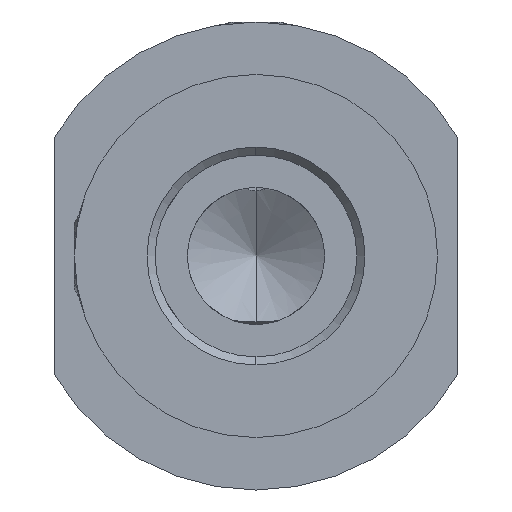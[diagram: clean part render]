
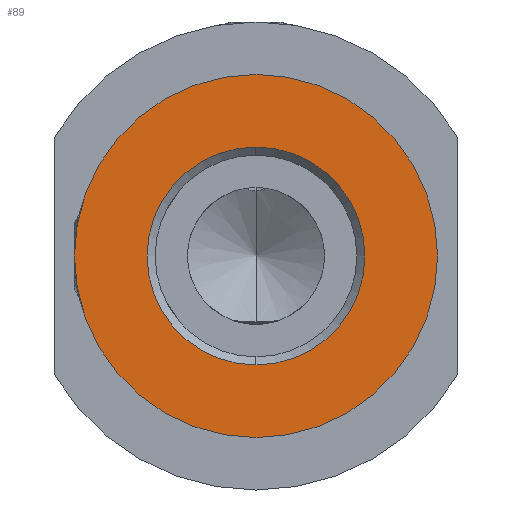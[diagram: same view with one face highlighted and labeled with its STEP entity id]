
A CAD part, left-side view. The second image highlights one B-rep face of the part: STEP entity #89.
In plain terms, the highlighted planar face has unit normal (-1, 0, 0).
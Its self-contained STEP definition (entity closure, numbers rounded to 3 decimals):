
#89 = ADVANCED_FACE ( 'NONE', ( #2388, #3520 ), #1470, .F. ) ;
#94 = CARTESIAN_POINT ( 'NONE',  ( -55.44, -11.401, 20.935 ) ) ;
#176 = ORIENTED_EDGE ( 'NONE', *, *, #4973, .T. ) ;
#207 = AXIS2_PLACEMENT_3D ( 'NONE', #2694, #6058, #738 ) ;
#372 = CARTESIAN_POINT ( 'NONE',  ( -55.44, -11.401, -15.065 ) ) ;
#470 = EDGE_LOOP ( 'NONE', ( #176, #3910 ) ) ;
#738 = DIRECTION ( 'NONE',  ( 0., 0., -1. ) ) ;
#770 = CARTESIAN_POINT ( 'NONE',  ( -55.44, -11.401, 7.435 ) ) ;
#815 = CARTESIAN_POINT ( 'NONE',  ( -55.44, -11.401, 7.435 ) ) ;
#1103 = CARTESIAN_POINT ( 'NONE',  ( -55.44, -11.401, 29.935 ) ) ;
#1254 = DIRECTION ( 'NONE',  ( 0., 0., -1. ) ) ;
#1470 = PLANE ( 'NONE',  #2514 ) ;
#1771 = AXIS2_PLACEMENT_3D ( 'NONE', #770, #5645, #1254 ) ;
#1822 = DIRECTION ( 'NONE',  ( -1., 0., 0. ) ) ;
#1938 = CARTESIAN_POINT ( 'NONE',  ( -55.44, -11.401, 7.435 ) ) ;
#1968 = AXIS2_PLACEMENT_3D ( 'NONE', #3750, #1822, #3269 ) ;
#1980 = VERTEX_POINT ( 'NONE', #94 ) ;
#2146 = EDGE_LOOP ( 'NONE', ( #3425, #5821 ) ) ;
#2164 = VERTEX_POINT ( 'NONE', #1103 ) ;
#2208 = EDGE_CURVE ( 'NONE', #2164, #2226, #6124, .T. ) ;
#2226 = VERTEX_POINT ( 'NONE', #372 ) ;
#2388 = FACE_BOUND ( 'NONE', #470, .T. ) ;
#2514 = AXIS2_PLACEMENT_3D ( 'NONE', #1938, #5840, #5313 ) ;
#2694 = CARTESIAN_POINT ( 'NONE',  ( -55.44, -11.401, 7.435 ) ) ;
#3182 = AXIS2_PLACEMENT_3D ( 'NONE', #815, #4252, #4211 ) ;
#3269 = DIRECTION ( 'NONE',  ( 0., 0., 1. ) ) ;
#3272 = CIRCLE ( 'NONE', #1968, 22.5 ) ;
#3425 = ORIENTED_EDGE ( 'NONE', *, *, #2208, .T. ) ;
#3520 = FACE_OUTER_BOUND ( 'NONE', #2146, .T. ) ;
#3750 = CARTESIAN_POINT ( 'NONE',  ( -55.44, -11.401, 7.435 ) ) ;
#3790 = CIRCLE ( 'NONE', #207, 13.5 ) ;
#3910 = ORIENTED_EDGE ( 'NONE', *, *, #4009, .T. ) ;
#4009 = EDGE_CURVE ( 'NONE', #4791, #1980, #4102, .T. ) ;
#4102 = CIRCLE ( 'NONE', #1771, 13.5 ) ;
#4211 = DIRECTION ( 'NONE',  ( 0., 0., 1. ) ) ;
#4252 = DIRECTION ( 'NONE',  ( -1., 0., 0. ) ) ;
#4593 = EDGE_CURVE ( 'NONE', #2226, #2164, #3272, .T. ) ;
#4791 = VERTEX_POINT ( 'NONE', #5364 ) ;
#4973 = EDGE_CURVE ( 'NONE', #1980, #4791, #3790, .T. ) ;
#5313 = DIRECTION ( 'NONE',  ( 0., 0., -1. ) ) ;
#5364 = CARTESIAN_POINT ( 'NONE',  ( -55.44, -11.401, -6.065 ) ) ;
#5645 = DIRECTION ( 'NONE',  ( 1., 0., 0. ) ) ;
#5821 = ORIENTED_EDGE ( 'NONE', *, *, #4593, .T. ) ;
#5840 = DIRECTION ( 'NONE',  ( 1., 0., 0. ) ) ;
#6058 = DIRECTION ( 'NONE',  ( 1., 0., 0. ) ) ;
#6124 = CIRCLE ( 'NONE', #3182, 22.5 ) ;
